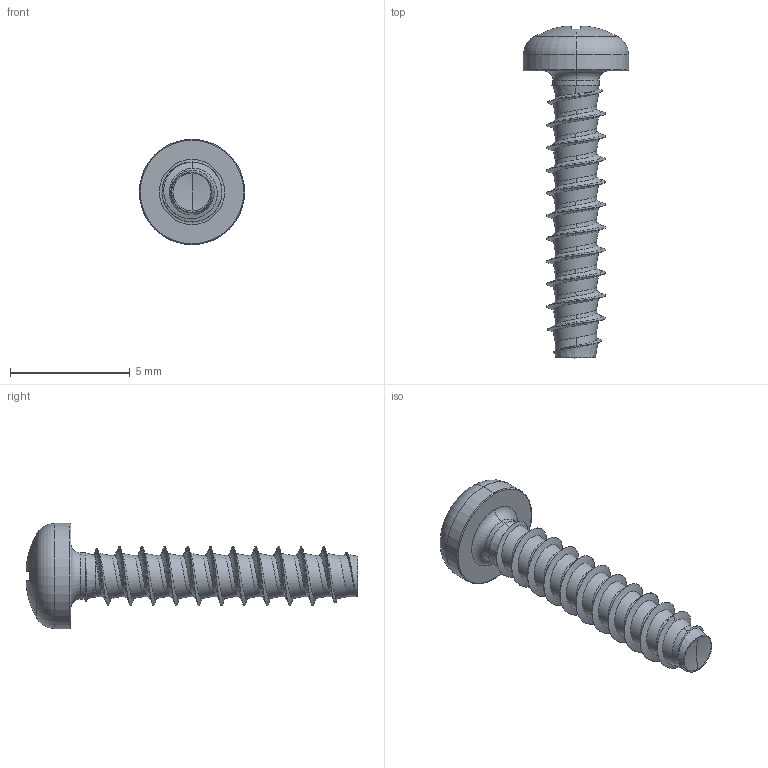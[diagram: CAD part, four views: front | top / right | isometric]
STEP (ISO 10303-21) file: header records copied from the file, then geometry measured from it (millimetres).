
FILE_DESCRIPTION (( 'STEP AP203' ), '1' );
FILE_NAME ('STP320250120.STEP', '2017-08-15T14:07:42', ( '' ), ( '' ), 'SwSTEP 2.0', 'SolidWorks 2015', '' );
FILE_SCHEMA (( 'CONFIG_CONTROL_DESIGN' ));
Length unit declared in the file: millimetre
Products named in the file (1): STP320250120
Bounding box: 4.4 x 13.88 x 4.4 mm (x, y, z)
Volume: 54.8 mm3; surface area: 158 mm2
Topology: 1 solids, 1 shells, 185 faces, 426 edges, 243 vertices
Faces by surface type: bspline 51, cylinder 49, torus 28, sphere 28, plane 22, cone 7
Entity records: 21616 total; most frequent: CARTESIAN_POINT 17791, ORIENTED_EDGE 848, DIRECTION 724, EDGE_CURVE 424, AXIS2_PLACEMENT_3D 322, VERTEX_POINT 243, EDGE_LOOP 187, CIRCLE 187
